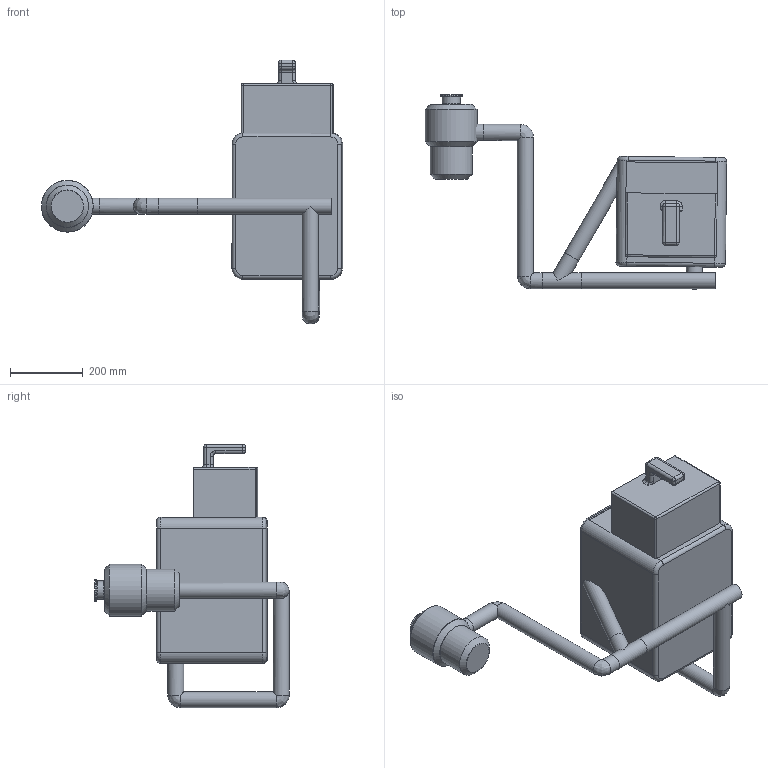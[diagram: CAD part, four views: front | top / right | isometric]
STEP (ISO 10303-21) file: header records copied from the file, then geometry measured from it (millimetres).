
FILE_DESCRIPTION(/* description */ (''),/* implementation_level */ '2;1');
FILE_NAME(/* name */ 'Ecogrind.step',/* time_stamp */ '2023-09-13T22:30:54-05:00',/* author */ (''),/* organization */ (''),/* preprocessor_version */ 'ST-DEVELOPER v20',/* originating_system */ 'Autodesk Translation Framework v12.9.0.99',/* authorisation */ '');
FILE_SCHEMA (('AUTOMOTIVE_DESIGN { 1 0 10303 214 3 1 1 }'));
Length unit declared in the file: millimetre
Products named in the file (21): Assembly - Filter / Drying; Dryer Leading Tube; S Pipe Connector; Spiral; Dryer body; upipe; Compost Tray; Assembly - Grinder; Ginder Case; Blade Bottom; Blade; Sink Cup; Universal Joint Block; Universal Joint; Solenoid; Motor v7; Component3; Fan v10; Component1; Dryer Motor Box v1; round_filter
Assembly tree (21 placements, depth 4):
  Assembly - Filter / Drying
    Dryer Leading Tube
    S Pipe Connector
    Spiral
    Dryer body
    upipe
    Compost Tray
    Assembly - Grinder
      Ginder Case
      Blade Bottom
      Blade
      Sink Cup
    Universal Joint  x2
    Universal Joint Block
    Solenoid
      Motor v7
        Component3
      Fan v10
      Component1
      Dryer Motor Box v1
    round_filter
Bounding box: 825.85 x 533.34 x 722.33 mm (x, y, z)
Volume: 19820889.6 mm3; surface area: 2483436 mm2
Topology: 21 solids, 21 shells, 590 faces, 1449 edges, 902 vertices
Faces by surface type: plane 205, cylinder 198, bspline 103, torus 40, sphere 22, cone 22
Full cylindrical faces by diameter (mm): 3.175 x8, 3.81 x3, 4.729 x4, 5.705 x2, 6.096 x2, 6.35 x8, 9.22 x1, 9.525 x16, 22.225 x2, 23.175 x1, 32.737 x2, 38.1 x14, 40.64 x1, 44.45 x11, 47.7 x1, 50.8 x1, 60.96 x1, 79.756 x1, 89.916 x1, 89.933 x2, 111.859 x1, 115.333 x1, 116.84 x2, 116.874 x1, 142.274 x1
Entity records: 25993 total; most frequent: CARTESIAN_POINT 12573, ORIENTED_EDGE 2702, DIRECTION 2577, EDGE_CURVE 1351, AXIS2_PLACEMENT_3D 990, VERTEX_POINT 850, EDGE_LOOP 645, LINE 597
